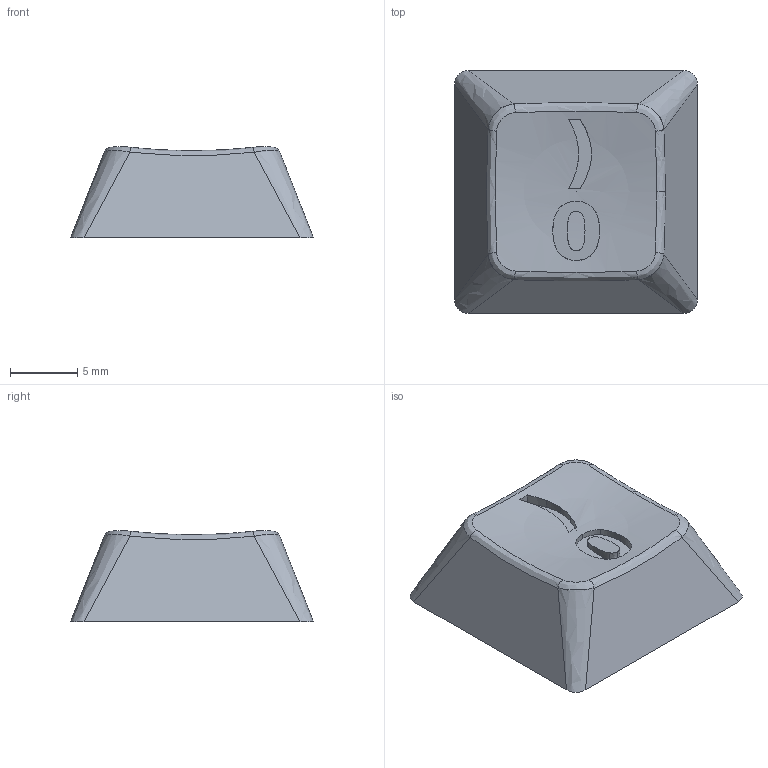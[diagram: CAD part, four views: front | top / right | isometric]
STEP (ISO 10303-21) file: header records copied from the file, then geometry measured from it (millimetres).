
FILE_DESCRIPTION(('FreeCAD Model'),'2;1');
FILE_NAME('Open CASCADE Shape Model','2024-03-01T17:36:17',(''),(''), 'Open CASCADE STEP processor 7.7','FreeCAD','Unknown');
FILE_SCHEMA(('AUTOMOTIVE_DESIGN { 1 0 10303 214 1 1 1 1 }'));
Length unit declared in the file: millimetre
Products named in the file (1): Key0
Bounding box: 18 x 18 x 6.75 mm (x, y, z)
Volume: 684.9 mm3; surface area: 1223 mm2
Topology: 1 solids, 1 shells, 89 faces, 220 edges, 138 vertices
Faces by surface type: extrusion 24, bspline 21, plane 20, cylinder 17, revolution 4, sphere 2, torus 1
Full cylindrical faces by diameter (mm): 5.3 x1
Entity records: 4030 total; most frequent: CARTESIAN_POINT 2156, ORIENTED_EDGE 438, DIRECTION 277, EDGE_CURVE 219, VERTEX_POINT 138, VECTOR 113, FACE_BOUND 95, EDGE_LOOP 95
